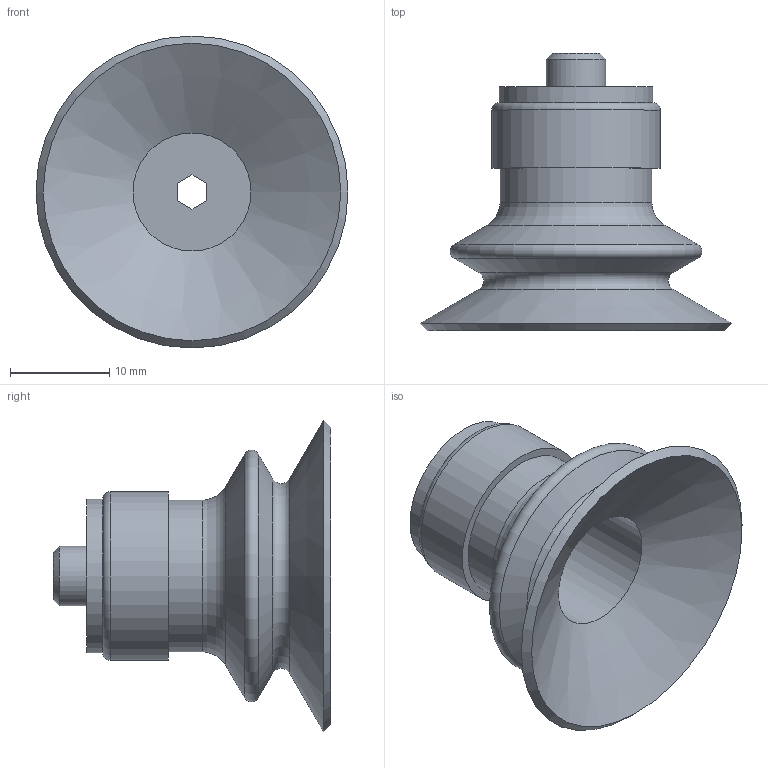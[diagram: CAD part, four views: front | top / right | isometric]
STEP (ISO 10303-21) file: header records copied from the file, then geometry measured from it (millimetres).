
FILE_DESCRIPTION(/* description */ ('STEP AP214'),/* implementation_level */ '2;1');
FILE_NAME(/* name */ '189383_ESS-30-BU',/* time_stamp */ '2024-08-28T08:54:56+02:00',/* author */ ('License CC BY-ND 4.0'),/* organization */ ('CADENAS'),/* preprocessor_version */ 'ST-DEVELOPER v19.3',/* originating_system */ 'PARTsolutions',/* authorisation */ ' ');
FILE_SCHEMA (('AUTOMOTIVE_DESIGN {1 0 10303 214 3 1 1}'));
Length unit declared in the file: millimetre
Products named in the file (1): 189383 ESS-30-BU
Bounding box: 31.46 x 28 x 31.46 mm (x, y, z)
Volume: 3900.9 mm3; surface area: 3943.8 mm2
Topology: 1 solids, 1 shells, 27 faces, 55 edges, 33 vertices
Faces by surface type: plane 11, cylinder 6, cone 6, torus 4
Full cylindrical faces by diameter (mm): 6 x1, 10.5 x1, 11.9 x1, 15.3 x1, 15.5 x1, 17 x1
Entity records: 829 total; most frequent: DIRECTION 114, CARTESIAN_POINT 98, ORIENTED_EDGE 76, EDGE_LOOP 48, FACE_BOUND 48, AXIS2_PLACEMENT_3D 48, EDGE_CURVE 38, VERTEX_POINT 32
